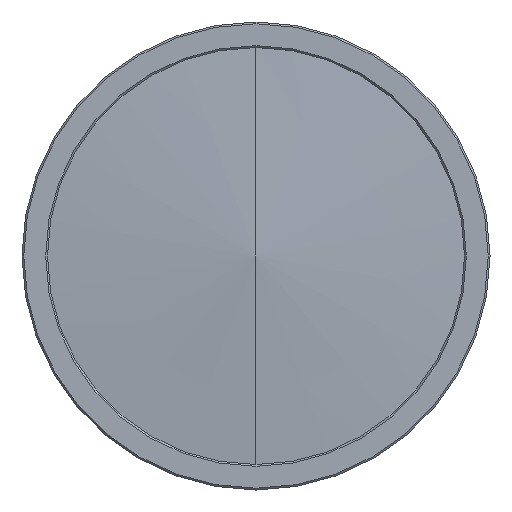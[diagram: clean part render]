
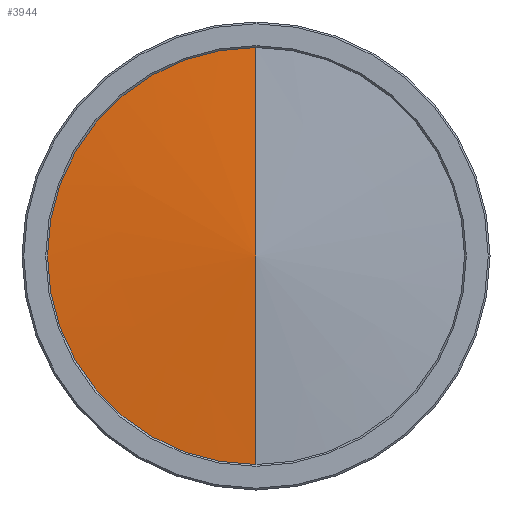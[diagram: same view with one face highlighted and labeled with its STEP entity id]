
A CAD part, left-side view. The second image highlights one B-rep face of the part: STEP entity #3944.
In plain terms, the highlighted conical face has half-angle 85.982 degrees and reference radius 14236.6 mm.
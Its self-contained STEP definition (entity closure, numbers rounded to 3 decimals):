
#258 = EDGE_LOOP ( 'NONE', ( #414, #1730, #1079 ) ) ;
#328 = VERTEX_POINT ( 'NONE', #3736 ) ;
#414 = ORIENTED_EDGE ( 'NONE', *, *, #4222, .F. ) ;
#900 = LINE ( 'NONE', #2273, #2162 ) ;
#947 = CARTESIAN_POINT ( 'NONE',  ( 2.741, 0., 34.75 ) ) ;
#1079 = ORIENTED_EDGE ( 'NONE', *, *, #2859, .F. ) ;
#1312 = DIRECTION ( 'NONE',  ( 1., 0., 0. ) ) ;
#1340 = CONICAL_SURFACE ( 'NONE', #2543, 14236.575, 1.501 ) ;
#1502 = VECTOR ( 'NONE', #2113, 1000. ) ;
#1730 = ORIENTED_EDGE ( 'NONE', *, *, #4390, .T. ) ;
#2113 = DIRECTION ( 'NONE',  ( 0.07, 0., -0.998 ) ) ;
#2162 = VECTOR ( 'NONE', #3653, 1000. ) ;
#2273 = CARTESIAN_POINT ( 'NONE',  ( 0.3, 0., 0. ) ) ;
#2444 = LINE ( 'NONE', #2487, #1502 ) ;
#2462 = VERTEX_POINT ( 'NONE', #947 ) ;
#2487 = CARTESIAN_POINT ( 'NONE',  ( 0.3, 0., 0. ) ) ;
#2536 = AXIS2_PLACEMENT_3D ( 'NONE', #4424, #4071, #2714 ) ;
#2543 = AXIS2_PLACEMENT_3D ( 'NONE', #3073, #1312, #3403 ) ;
#2714 = DIRECTION ( 'NONE',  ( 0., 0., 1. ) ) ;
#2859 = EDGE_CURVE ( 'NONE', #328, #2462, #2999, .T. ) ;
#2993 = VERTEX_POINT ( 'NONE', #3480 ) ;
#2999 = CIRCLE ( 'NONE', #2536, 34.75 ) ;
#3073 = CARTESIAN_POINT ( 'NONE',  ( 1000.3, 0., 0. ) ) ;
#3403 = DIRECTION ( 'NONE',  ( 0., 0., -1. ) ) ;
#3448 = FACE_OUTER_BOUND ( 'NONE', #258, .T. ) ;
#3480 = CARTESIAN_POINT ( 'NONE',  ( 0.3, 0., 0. ) ) ;
#3653 = DIRECTION ( 'NONE',  ( 0.07, 0., 0.998 ) ) ;
#3736 = CARTESIAN_POINT ( 'NONE',  ( 2.741, 0., -34.75 ) ) ;
#3944 = ADVANCED_FACE ( 'NONE', ( #3448 ), #1340, .T. ) ;
#4071 = DIRECTION ( 'NONE',  ( 1., 0., 0. ) ) ;
#4222 = EDGE_CURVE ( 'NONE', #2993, #328, #2444, .T. ) ;
#4390 = EDGE_CURVE ( 'NONE', #2993, #2462, #900, .T. ) ;
#4424 = CARTESIAN_POINT ( 'NONE',  ( 2.741, 0., 0. ) ) ;
